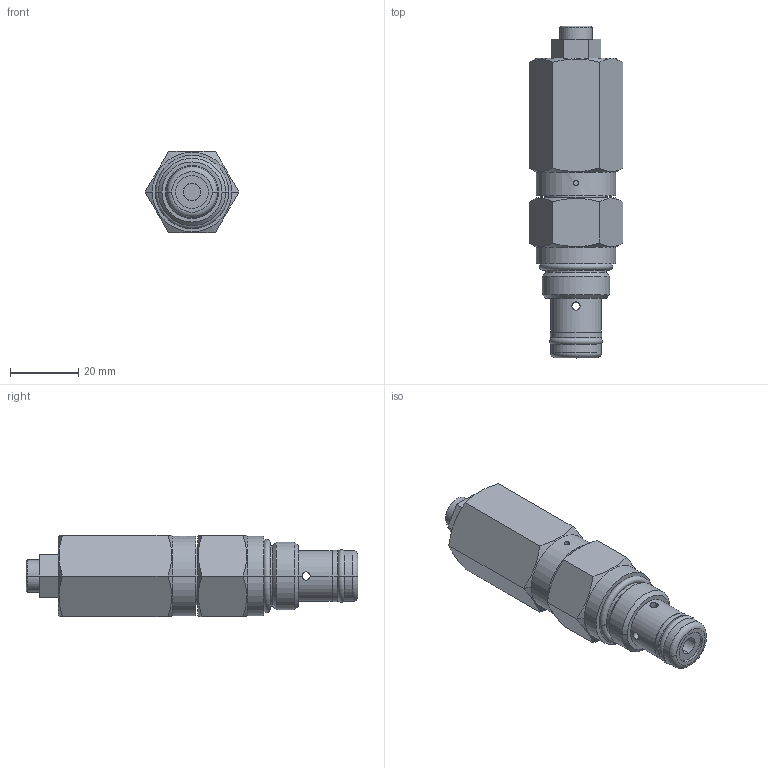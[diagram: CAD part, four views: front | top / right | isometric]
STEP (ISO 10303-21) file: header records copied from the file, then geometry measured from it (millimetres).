
FILE_DESCRIPTION((''),'2;1');
FILE_NAME('ILCML7043000','2013-08-11T',('jdw'),(''),'PRO/ENGINEER BY PARAMETRIC TECHNOLOGY CORPORATION, 2007460','PRO/ENGINEER BY PARAMETRIC TECHNOLOGY CORPORATION, 2007460','');
FILE_SCHEMA(('AUTOMOTIVE_DESIGN_CC2 { 1 2 10303 214 -1 1 5 2 }'));
Length unit declared in the file: millimetre
Products named in the file (1): ILCML7043000
Bounding box: 27.51 x 97.43 x 23.83 mm (x, y, z)
Volume: 35237.4 mm3; surface area: 9084 mm2
Topology: 1 solids, 3 shells, 112 faces, 254 edges, 154 vertices
Faces by surface type: plane 42, cylinder 40, cone 20, torus 10
Entity records: 3782 total; most frequent: CARTESIAN_POINT 1170, DIRECTION 518, ORIENTED_EDGE 508, EDGE_CURVE 254, AXIS2_PLACEMENT_3D 210, VERTEX_POINT 154, EDGE_LOOP 130, FACE_OUTER_BOUND 112
